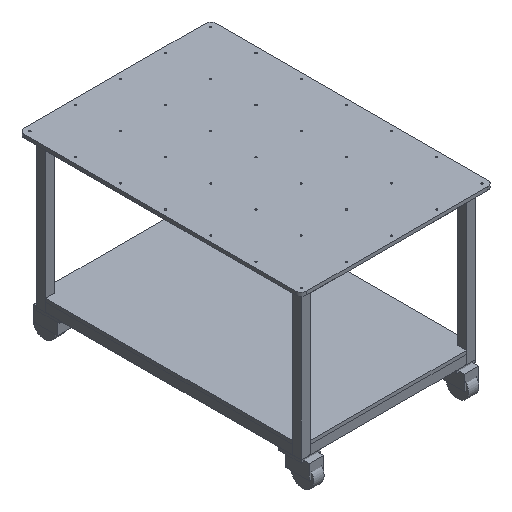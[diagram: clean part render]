
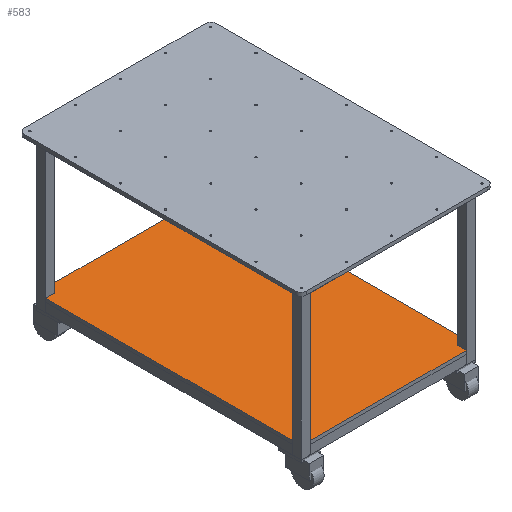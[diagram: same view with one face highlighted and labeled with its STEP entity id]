
A CAD part, isometric view. The second image highlights one B-rep face of the part: STEP entity #583.
In plain terms, the highlighted planar face has unit normal (0, 0, 1).
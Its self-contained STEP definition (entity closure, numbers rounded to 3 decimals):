
#396=FACE_OUTER_BOUND('',#1761,.T.);
#583=ADVANCED_FACE('',(#396),#735,.F.);
#735=PLANE('',#3533);
#962=LINE('',#5000,#1254);
#967=LINE('',#5011,#1259);
#971=LINE('',#5020,#1263);
#976=LINE('',#5031,#1268);
#977=LINE('',#5033,#1269);
#978=LINE('',#5035,#1270);
#979=LINE('',#5036,#1271);
#980=LINE('',#5038,#1272);
#981=LINE('',#5039,#1273);
#982=LINE('',#5041,#1274);
#983=LINE('',#5042,#1275);
#984=LINE('',#5044,#1276);
#1254=VECTOR('',#4164,1.);
#1259=VECTOR('',#4171,1.);
#1263=VECTOR('',#4177,1.);
#1268=VECTOR('',#4184,1.);
#1269=VECTOR('',#4187,1.);
#1270=VECTOR('',#4188,1.);
#1271=VECTOR('',#4189,1.);
#1272=VECTOR('',#4190,1.);
#1273=VECTOR('',#4191,1.);
#1274=VECTOR('',#4192,1.);
#1275=VECTOR('',#4193,1.);
#1276=VECTOR('',#4194,1.);
#1761=EDGE_LOOP('',(#2327,#2328,#2329,#2330,#2331,#2332,#2333,#2334,#2335,
#2336,#2337,#2338));
#2327=ORIENTED_EDGE('',*,*,#3123,.T.);
#2328=ORIENTED_EDGE('',*,*,#3124,.T.);
#2329=ORIENTED_EDGE('',*,*,#3122,.F.);
#2330=ORIENTED_EDGE('',*,*,#3125,.T.);
#2331=ORIENTED_EDGE('',*,*,#3126,.T.);
#2332=ORIENTED_EDGE('',*,*,#3113,.T.);
#2333=ORIENTED_EDGE('',*,*,#3127,.T.);
#2334=ORIENTED_EDGE('',*,*,#3128,.T.);
#2335=ORIENTED_EDGE('',*,*,#3108,.T.);
#2336=ORIENTED_EDGE('',*,*,#3129,.T.);
#2337=ORIENTED_EDGE('',*,*,#3130,.T.);
#2338=ORIENTED_EDGE('',*,*,#3117,.F.);
#2773=VERTEX_POINT('',#4998);
#2775=VERTEX_POINT('',#5001);
#2779=VERTEX_POINT('',#5010);
#2780=VERTEX_POINT('',#5012);
#2783=VERTEX_POINT('',#5019);
#2784=VERTEX_POINT('',#5021);
#2786=VERTEX_POINT('',#5026);
#2788=VERTEX_POINT('',#5030);
#2789=VERTEX_POINT('',#5034);
#2790=VERTEX_POINT('',#5037);
#2791=VERTEX_POINT('',#5040);
#2792=VERTEX_POINT('',#5043);
#3108=EDGE_CURVE('',#2775,#2773,#962,.T.);
#3113=EDGE_CURVE('',#2780,#2779,#967,.T.);
#3117=EDGE_CURVE('',#2783,#2784,#971,.T.);
#3122=EDGE_CURVE('',#2788,#2786,#976,.T.);
#3123=EDGE_CURVE('',#2783,#2789,#977,.T.);
#3124=EDGE_CURVE('',#2789,#2786,#978,.T.);
#3125=EDGE_CURVE('',#2788,#2790,#979,.T.);
#3126=EDGE_CURVE('',#2790,#2780,#980,.T.);
#3127=EDGE_CURVE('',#2779,#2791,#981,.T.);
#3128=EDGE_CURVE('',#2791,#2775,#982,.T.);
#3129=EDGE_CURVE('',#2773,#2792,#983,.T.);
#3130=EDGE_CURVE('',#2792,#2784,#984,.T.);
#3533=AXIS2_PLACEMENT_3D('',#5045,#4195,#4196);
#4164=DIRECTION('',(0.,-1.,0.));
#4171=DIRECTION('',(-1.,0.,0.));
#4177=DIRECTION('',(-1.,0.,0.));
#4184=DIRECTION('',(0.,-1.,0.));
#4187=DIRECTION('',(0.,1.,0.));
#4188=DIRECTION('',(1.,0.,0.));
#4189=DIRECTION('',(-1.,0.,0.));
#4190=DIRECTION('',(0.,1.,0.));
#4191=DIRECTION('',(0.,-1.,0.));
#4192=DIRECTION('',(-1.,0.,0.));
#4193=DIRECTION('',(1.,0.,0.));
#4194=DIRECTION('',(0.,-1.,0.));
#4195=DIRECTION('',(0.,0.,-1.));
#4196=DIRECTION('',(-1.,0.,0.));
#4998=CARTESIAN_POINT('',(-385.,-545.,180.));
#5000=CARTESIAN_POINT('',(-385.,545.,180.));
#5001=CARTESIAN_POINT('',(-385.,545.,180.));
#5010=CARTESIAN_POINT('',(-345.,585.,180.));
#5011=CARTESIAN_POINT('',(0.,585.,180.));
#5012=CARTESIAN_POINT('',(345.,585.,180.));
#5019=CARTESIAN_POINT('',(345.,-585.,180.));
#5020=CARTESIAN_POINT('',(385.,-585.,180.));
#5021=CARTESIAN_POINT('',(-345.,-585.,180.));
#5026=CARTESIAN_POINT('',(385.,-545.,180.));
#5030=CARTESIAN_POINT('',(385.,545.,180.));
#5031=CARTESIAN_POINT('',(385.,545.,180.));
#5033=CARTESIAN_POINT('',(345.,545.,180.));
#5034=CARTESIAN_POINT('',(345.,-545.,180.));
#5035=CARTESIAN_POINT('',(385.,-545.,180.));
#5036=CARTESIAN_POINT('',(385.,545.,180.));
#5037=CARTESIAN_POINT('',(345.,545.,180.));
#5038=CARTESIAN_POINT('',(345.,545.,180.));
#5039=CARTESIAN_POINT('',(-345.,545.,180.));
#5040=CARTESIAN_POINT('',(-345.,545.,180.));
#5041=CARTESIAN_POINT('',(385.,545.,180.));
#5042=CARTESIAN_POINT('',(385.,-545.,180.));
#5043=CARTESIAN_POINT('',(-345.,-545.,180.));
#5044=CARTESIAN_POINT('',(-345.,545.,180.));
#5045=CARTESIAN_POINT('',(385.,545.,180.));
